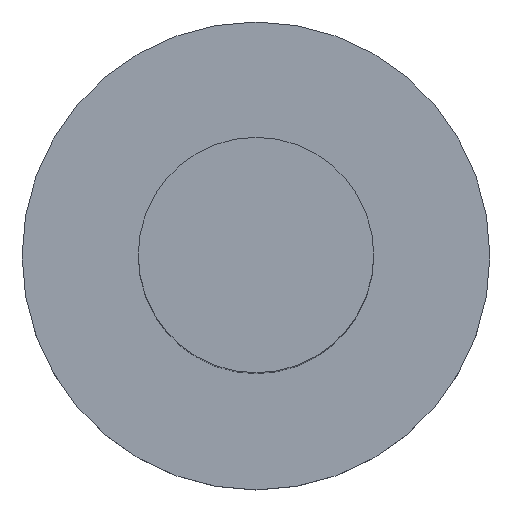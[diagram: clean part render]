
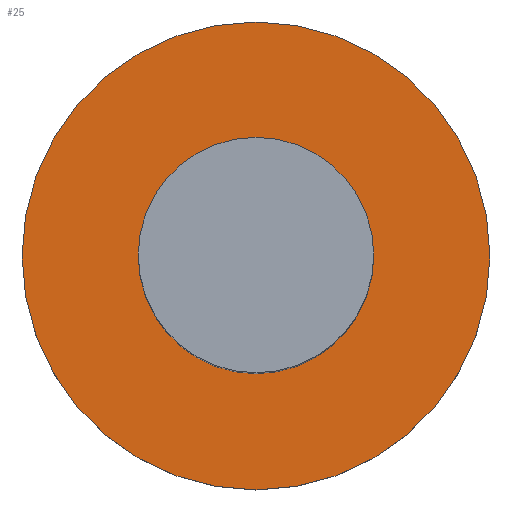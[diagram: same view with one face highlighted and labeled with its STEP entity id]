
A CAD part, top view. The second image highlights one B-rep face of the part: STEP entity #25.
In plain terms, the highlighted planar face has unit normal (0, 0, 1).
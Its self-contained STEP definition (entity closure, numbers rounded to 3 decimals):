
#4 = CARTESIAN_POINT ( 'NONE',  ( 0., 0., 2. ) ) ;
#6 = VERTEX_POINT ( 'NONE', #84 ) ;
#14 = AXIS2_PLACEMENT_3D ( 'NONE', #4, #69, #56 ) ;
#20 = DIRECTION ( 'NONE',  ( 1., 0., 0. ) ) ;
#25 = ADVANCED_FACE ( 'NONE', ( #41, #212 ), #57, .T. ) ;
#32 = CIRCLE ( 'NONE', #101, 3.9 ) ;
#33 = DIRECTION ( 'NONE',  ( 0., 0., 1. ) ) ;
#41 = FACE_BOUND ( 'NONE', #49, .T. ) ;
#49 = EDGE_LOOP ( 'NONE', ( #198, #93 ) ) ;
#52 = DIRECTION ( 'NONE',  ( 0., 0., 1. ) ) ;
#55 = AXIS2_PLACEMENT_3D ( 'NONE', #99, #200, #80 ) ;
#56 = DIRECTION ( 'NONE',  ( 1., 0., 0. ) ) ;
#57 = PLANE ( 'NONE',  #217 ) ;
#62 = VERTEX_POINT ( 'NONE', #102 ) ;
#65 = VERTEX_POINT ( 'NONE', #83 ) ;
#69 = DIRECTION ( 'NONE',  ( 0., 0., 1. ) ) ;
#72 = EDGE_CURVE ( 'NONE', #62, #6, #32, .T. ) ;
#80 = DIRECTION ( 'NONE',  ( 1., 0., 0. ) ) ;
#83 = CARTESIAN_POINT ( 'NONE',  ( 7.75, 0., 2. ) ) ;
#84 = CARTESIAN_POINT ( 'NONE',  ( 3.9, 0., 2. ) ) ;
#91 = CIRCLE ( 'NONE', #55, 3.9 ) ;
#93 = ORIENTED_EDGE ( 'NONE', *, *, #107, .F. ) ;
#99 = CARTESIAN_POINT ( 'NONE',  ( 0., 0., 2. ) ) ;
#101 = AXIS2_PLACEMENT_3D ( 'NONE', #154, #33, #139 ) ;
#102 = CARTESIAN_POINT ( 'NONE',  ( -3.9, 0., 2. ) ) ;
#104 = CARTESIAN_POINT ( 'NONE',  ( 0., 0., 2. ) ) ;
#106 = DIRECTION ( 'NONE',  ( 0., 0., 1. ) ) ;
#107 = EDGE_CURVE ( 'NONE', #6, #62, #91, .T. ) ;
#117 = EDGE_LOOP ( 'NONE', ( #138, #163 ) ) ;
#138 = ORIENTED_EDGE ( 'NONE', *, *, #160, .T. ) ;
#139 = DIRECTION ( 'NONE',  ( 1., 0., 0. ) ) ;
#153 = EDGE_CURVE ( 'NONE', #65, #219, #172, .T. ) ;
#154 = CARTESIAN_POINT ( 'NONE',  ( 0., 0., 2. ) ) ;
#155 = DIRECTION ( 'NONE',  ( 1., 0., 0. ) ) ;
#160 = EDGE_CURVE ( 'NONE', #219, #65, #214, .T. ) ;
#163 = ORIENTED_EDGE ( 'NONE', *, *, #153, .T. ) ;
#166 = AXIS2_PLACEMENT_3D ( 'NONE', #206, #106, #20 ) ;
#172 = CIRCLE ( 'NONE', #166, 7.75 ) ;
#198 = ORIENTED_EDGE ( 'NONE', *, *, #72, .F. ) ;
#200 = DIRECTION ( 'NONE',  ( 0., 0., 1. ) ) ;
#206 = CARTESIAN_POINT ( 'NONE',  ( 0., 0., 2. ) ) ;
#210 = CARTESIAN_POINT ( 'NONE',  ( -7.75, 0., 2. ) ) ;
#212 = FACE_OUTER_BOUND ( 'NONE', #117, .T. ) ;
#214 = CIRCLE ( 'NONE', #14, 7.75 ) ;
#217 = AXIS2_PLACEMENT_3D ( 'NONE', #104, #52, #155 ) ;
#219 = VERTEX_POINT ( 'NONE', #210 ) ;
